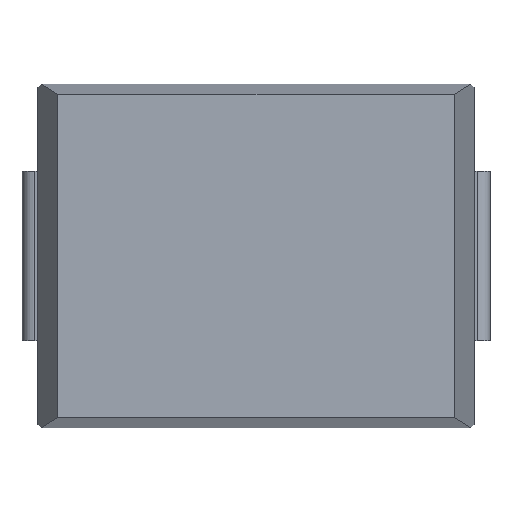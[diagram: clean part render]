
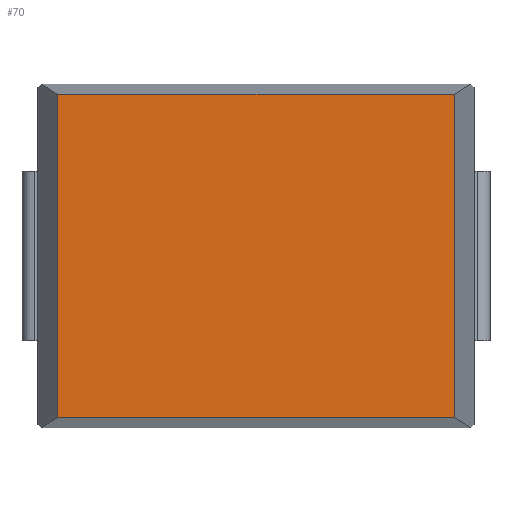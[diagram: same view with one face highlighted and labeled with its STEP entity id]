
A CAD part, top view. The second image highlights one B-rep face of the part: STEP entity #70.
In plain terms, the highlighted planar face has unit normal (0, 0, 1).
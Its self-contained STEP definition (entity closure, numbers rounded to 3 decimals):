
#70 = ADVANCED_FACE('',(#71),#105,.F.);
#71 = FACE_BOUND('',#72,.T.);
#72 = EDGE_LOOP('',(#73,#83,#91,#99));
#73 = ORIENTED_EDGE('',*,*,#74,.T.);
#74 = EDGE_CURVE('',#75,#77,#79,.T.);
#75 = VERTEX_POINT('',#76);
#76 = CARTESIAN_POINT('',(-3.86,3.148,3.7));
#77 = VERTEX_POINT('',#78);
#78 = CARTESIAN_POINT('',(-3.86,-3.148,3.7));
#79 = LINE('',#80,#81);
#80 = CARTESIAN_POINT('',(-3.86,3.35,3.7));
#81 = VECTOR('',#82,1.);
#82 = DIRECTION('',(0.,-1.,0.));
#83 = ORIENTED_EDGE('',*,*,#84,.T.);
#84 = EDGE_CURVE('',#77,#85,#87,.T.);
#85 = VERTEX_POINT('',#86);
#86 = CARTESIAN_POINT('',(3.86,-3.148,3.7));
#87 = LINE('',#88,#89);
#88 = CARTESIAN_POINT('',(-4.25,-3.148,3.7));
#89 = VECTOR('',#90,1.);
#90 = DIRECTION('',(1.,0.,0.));
#91 = ORIENTED_EDGE('',*,*,#92,.F.);
#92 = EDGE_CURVE('',#93,#85,#95,.T.);
#93 = VERTEX_POINT('',#94);
#94 = CARTESIAN_POINT('',(3.86,3.148,3.7));
#95 = LINE('',#96,#97);
#96 = CARTESIAN_POINT('',(3.86,3.35,3.7));
#97 = VECTOR('',#98,1.);
#98 = DIRECTION('',(0.,-1.,0.));
#99 = ORIENTED_EDGE('',*,*,#100,.F.);
#100 = EDGE_CURVE('',#75,#93,#101,.T.);
#101 = LINE('',#102,#103);
#102 = CARTESIAN_POINT('',(-4.25,3.148,3.7));
#103 = VECTOR('',#104,1.);
#104 = DIRECTION('',(1.,0.,0.));
#105 = PLANE('',#106);
#106 = AXIS2_PLACEMENT_3D('',#107,#108,#109);
#107 = CARTESIAN_POINT('',(-4.25,-3.35,3.7));
#108 = DIRECTION('',(0.,0.,-1.));
#109 = DIRECTION('',(0.,1.,0.));
